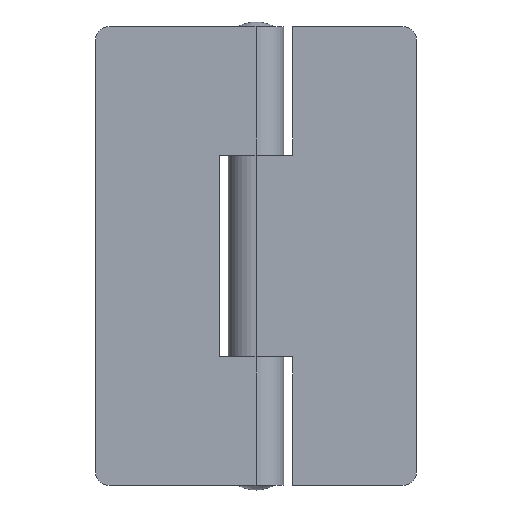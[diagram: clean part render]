
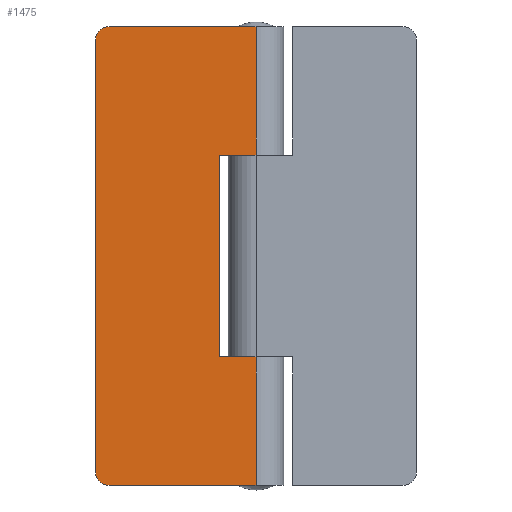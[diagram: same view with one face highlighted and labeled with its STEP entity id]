
A CAD part, front view. The second image highlights one B-rep face of the part: STEP entity #1475.
In plain terms, the highlighted planar face has unit normal (0, -1, 0).
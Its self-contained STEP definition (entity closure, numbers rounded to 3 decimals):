
#5 = VERTEX_POINT ( 'NONE', #222 ) ;
#6 = VERTEX_POINT ( 'NONE', #221 ) ;
#10 = EDGE_CURVE ( 'NONE', #161, #171, #220, .T. ) ;
#15 = EDGE_CURVE ( 'NONE', #6, #5, #212, .T. ) ;
#41 = EDGE_CURVE ( 'NONE', #44, #5, #232, .T. ) ;
#44 = VERTEX_POINT ( 'NONE', #284 ) ;
#161 = VERTEX_POINT ( 'NONE', #498 ) ;
#171 = VERTEX_POINT ( 'NONE', #540 ) ;
#173 = EDGE_CURVE ( 'NONE', #171, #174, #539, .T. ) ;
#174 = VERTEX_POINT ( 'NONE', #535 ) ;
#209 = DIRECTION ( 'NONE',  ( 1., 0., 0. ) ) ;
#210 = VECTOR ( 'NONE', #209, 1000. ) ;
#211 = CARTESIAN_POINT ( 'NONE',  ( 0., -3., -25. ) ) ;
#212 = LINE ( 'NONE', #211, #210 ) ;
#217 = DIRECTION ( 'NONE',  ( 1., 0., 0. ) ) ;
#218 = VECTOR ( 'NONE', #217, 1000. ) ;
#219 = CARTESIAN_POINT ( 'NONE',  ( 0., -3., 25. ) ) ;
#220 = LINE ( 'NONE', #219, #218 ) ;
#221 = CARTESIAN_POINT ( 'NONE',  ( -16., -3., -25. ) ) ;
#222 = CARTESIAN_POINT ( 'NONE',  ( 0., -3., -25. ) ) ;
#229 = DIRECTION ( 'NONE',  ( 0., 0., -1. ) ) ;
#230 = VECTOR ( 'NONE', #229, 1000. ) ;
#231 = CARTESIAN_POINT ( 'NONE',  ( 0., -3., 25. ) ) ;
#232 = LINE ( 'NONE', #231, #230 ) ;
#284 = CARTESIAN_POINT ( 'NONE',  ( 0., -3., -11. ) ) ;
#498 = CARTESIAN_POINT ( 'NONE',  ( -16., -3., 25. ) ) ;
#535 = CARTESIAN_POINT ( 'NONE',  ( 0., -3., 11. ) ) ;
#536 = DIRECTION ( 'NONE',  ( 0., 0., -1. ) ) ;
#537 = VECTOR ( 'NONE', #536, 1000. ) ;
#538 = CARTESIAN_POINT ( 'NONE',  ( 0., -3., 25. ) ) ;
#539 = LINE ( 'NONE', #538, #537 ) ;
#540 = CARTESIAN_POINT ( 'NONE',  ( 0., -3., 25. ) ) ;
#546 = DIRECTION ( 'NONE',  ( -1., 0., 0. ) ) ;
#547 = DIRECTION ( 'NONE',  ( 0., 1., 0. ) ) ;
#548 = CARTESIAN_POINT ( 'NONE',  ( 0., -3., 25. ) ) ;
#549 = AXIS2_PLACEMENT_3D ( 'NONE', #548, #547, #546 ) ;
#550 = PLANE ( 'NONE',  #549 ) ;
#551 = FACE_OUTER_BOUND ( 'NONE', #1474, .T. ) ;
#552 = DIRECTION ( 'NONE',  ( 0., 0., -1. ) ) ;
#553 = VECTOR ( 'NONE', #552, 1000. ) ;
#554 = CARTESIAN_POINT ( 'NONE',  ( -17.5, -3., 25. ) ) ;
#555 = LINE ( 'NONE', #554, #553 ) ;
#556 = CARTESIAN_POINT ( 'NONE',  ( -17.5, -3., -23.5 ) ) ;
#575 = CARTESIAN_POINT ( 'NONE',  ( 0., -3., 11. ) ) ;
#576 = LINE ( 'NONE', #575, #641 ) ;
#577 = DIRECTION ( 'NONE',  ( -1., 0., 0. ) ) ;
#578 = DIRECTION ( 'NONE',  ( 0., -1., 0. ) ) ;
#579 = CARTESIAN_POINT ( 'NONE',  ( -16., -3., -23.5 ) ) ;
#580 = AXIS2_PLACEMENT_3D ( 'NONE', #579, #578, #577 ) ;
#581 = CIRCLE ( 'NONE', #580, 1.5 ) ;
#603 = CARTESIAN_POINT ( 'NONE',  ( -17.5, -3., 23.5 ) ) ;
#630 = DIRECTION ( 'NONE',  ( 0., 0., 1. ) ) ;
#631 = VECTOR ( 'NONE', #630, 1000. ) ;
#632 = CARTESIAN_POINT ( 'NONE',  ( -4., -3., 25. ) ) ;
#633 = LINE ( 'NONE', #632, #631 ) ;
#634 = CARTESIAN_POINT ( 'NONE',  ( -4., -3., 11. ) ) ;
#635 = DIRECTION ( 'NONE',  ( -1., 0., 0. ) ) ;
#636 = VECTOR ( 'NONE', #635, 1000. ) ;
#637 = CARTESIAN_POINT ( 'NONE',  ( 0., -3., -11. ) ) ;
#638 = LINE ( 'NONE', #637, #636 ) ;
#639 = CARTESIAN_POINT ( 'NONE',  ( -4., -3., -11. ) ) ;
#640 = DIRECTION ( 'NONE',  ( 1., 0., 0. ) ) ;
#641 = VECTOR ( 'NONE', #640, 1000. ) ;
#999 = DIRECTION ( 'NONE',  ( -1., 0., 0. ) ) ;
#1000 = DIRECTION ( 'NONE',  ( 0., -1., 0. ) ) ;
#1001 = CARTESIAN_POINT ( 'NONE',  ( -16., -3., 23.5 ) ) ;
#1002 = AXIS2_PLACEMENT_3D ( 'NONE', #1001, #1000, #999 ) ;
#1007 = CIRCLE ( 'NONE', #1002, 1.5 ) ;
#1471 = VERTEX_POINT ( 'NONE', #556 ) ;
#1472 = EDGE_CURVE ( 'NONE', #1488, #1471, #555, .T. ) ;
#1474 = EDGE_LOOP ( 'NONE', ( #1476, #1776, #1771, #1777, #1506, #1500, #1502, #1505, #1508, #1503 ) ) ;
#1475 = ADVANCED_FACE ( 'NONE', ( #551 ), #550, .F. ) ;
#1476 = ORIENTED_EDGE ( 'NONE', *, *, #10, .F. ) ;
#1488 = VERTEX_POINT ( 'NONE', #603 ) ;
#1500 = ORIENTED_EDGE ( 'NONE', *, *, #41, .F. ) ;
#1501 = EDGE_CURVE ( 'NONE', #1471, #6, #581, .T. ) ;
#1502 = ORIENTED_EDGE ( 'NONE', *, *, #1509, .T. ) ;
#1503 = ORIENTED_EDGE ( 'NONE', *, *, #173, .F. ) ;
#1504 = EDGE_CURVE ( 'NONE', #1512, #174, #576, .T. ) ;
#1505 = ORIENTED_EDGE ( 'NONE', *, *, #1513, .T. ) ;
#1506 = ORIENTED_EDGE ( 'NONE', *, *, #15, .T. ) ;
#1507 = VERTEX_POINT ( 'NONE', #639 ) ;
#1508 = ORIENTED_EDGE ( 'NONE', *, *, #1504, .T. ) ;
#1509 = EDGE_CURVE ( 'NONE', #44, #1507, #638, .T. ) ;
#1512 = VERTEX_POINT ( 'NONE', #634 ) ;
#1513 = EDGE_CURVE ( 'NONE', #1507, #1512, #633, .T. ) ;
#1771 = ORIENTED_EDGE ( 'NONE', *, *, #1472, .T. ) ;
#1775 = EDGE_CURVE ( 'NONE', #161, #1488, #1007, .T. ) ;
#1776 = ORIENTED_EDGE ( 'NONE', *, *, #1775, .T. ) ;
#1777 = ORIENTED_EDGE ( 'NONE', *, *, #1501, .T. ) ;
